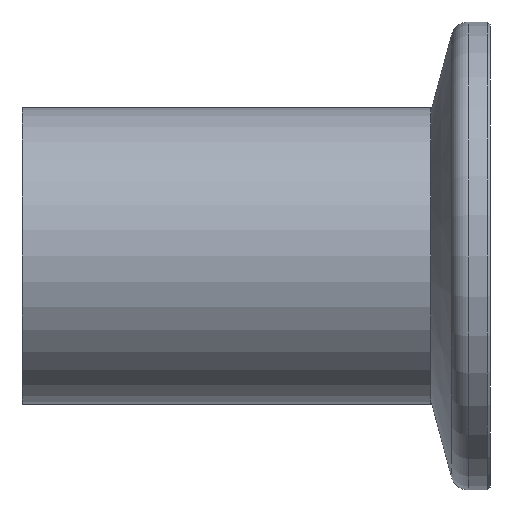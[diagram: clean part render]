
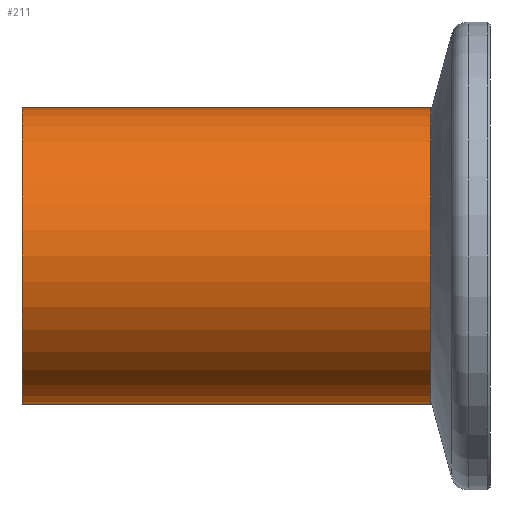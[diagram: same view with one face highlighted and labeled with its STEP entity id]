
A CAD part, left-side view. The second image highlights one B-rep face of the part: STEP entity #211.
In plain terms, the highlighted cylindrical face has radius 12.7 mm (diameter 25.4 mm), a partial arc.
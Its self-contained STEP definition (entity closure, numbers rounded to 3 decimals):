
#211 = ADVANCED_FACE ( 'NONE', ( #603 ), #598, .T. ) ;
#216 = EDGE_LOOP ( 'NONE', ( #227, #233, #228, #229 ) ) ;
#222 = EDGE_CURVE ( 'NONE', #268, #271, #595, .T. ) ;
#225 = EDGE_CURVE ( 'NONE', #260, #258, #420, .T. ) ;
#227 = ORIENTED_EDGE ( 'NONE', *, *, #269, .F. ) ;
#228 = ORIENTED_EDGE ( 'NONE', *, *, #270, .T. ) ;
#229 = ORIENTED_EDGE ( 'NONE', *, *, #222, .T. ) ;
#233 = ORIENTED_EDGE ( 'NONE', *, *, #225, .F. ) ;
#258 = VERTEX_POINT ( 'NONE', #338 ) ;
#260 = VERTEX_POINT ( 'NONE', #347 ) ;
#268 = VERTEX_POINT ( 'NONE', #361 ) ;
#269 = EDGE_CURVE ( 'NONE', #258, #271, #370, .T. ) ;
#270 = EDGE_CURVE ( 'NONE', #260, #268, #354, .T. ) ;
#271 = VERTEX_POINT ( 'NONE', #368 ) ;
#338 = CARTESIAN_POINT ( 'NONE',  ( 0., 40., 12.7 ) ) ;
#347 = CARTESIAN_POINT ( 'NONE',  ( 0., 40., -12.7 ) ) ;
#354 = LINE ( 'NONE', #357, #379 ) ;
#355 = VECTOR ( 'NONE', #360, 1000. ) ;
#357 = CARTESIAN_POINT ( 'NONE',  ( 0., 40., -12.7 ) ) ;
#358 = DIRECTION ( 'NONE',  ( 0., -1., 0. ) ) ;
#360 = DIRECTION ( 'NONE',  ( 0., -1., 0. ) ) ;
#361 = CARTESIAN_POINT ( 'NONE',  ( 0., 5.08, -12.7 ) ) ;
#367 = CARTESIAN_POINT ( 'NONE',  ( 0., 40., 12.7 ) ) ;
#368 = CARTESIAN_POINT ( 'NONE',  ( 0., 5.08, 12.7 ) ) ;
#370 = LINE ( 'NONE', #367, #355 ) ;
#379 = VECTOR ( 'NONE', #358, 1000. ) ;
#420 = CIRCLE ( 'NONE', #426, 12.7 ) ;
#422 = DIRECTION ( 'NONE',  ( 0., 0., 1. ) ) ;
#423 = DIRECTION ( 'NONE',  ( 0., 1., 0. ) ) ;
#425 = CARTESIAN_POINT ( 'NONE',  ( 0., 40., 0. ) ) ;
#426 = AXIS2_PLACEMENT_3D ( 'NONE', #425, #423, #422 ) ;
#583 = DIRECTION ( 'NONE',  ( 0., 0., 1. ) ) ;
#589 = CARTESIAN_POINT ( 'NONE',  ( 0., 40., 0. ) ) ;
#591 = DIRECTION ( 'NONE',  ( 0., 0., -1. ) ) ;
#593 = DIRECTION ( 'NONE',  ( 0., 1., 0. ) ) ;
#594 = AXIS2_PLACEMENT_3D ( 'NONE', #596, #593, #583 ) ;
#595 = CIRCLE ( 'NONE', #594, 12.7 ) ;
#596 = CARTESIAN_POINT ( 'NONE',  ( 0., 5.08, 0. ) ) ;
#597 = AXIS2_PLACEMENT_3D ( 'NONE', #589, #606, #591 ) ;
#598 = CYLINDRICAL_SURFACE ( 'NONE', #597, 12.7 ) ;
#603 = FACE_OUTER_BOUND ( 'NONE', #216, .T. ) ;
#606 = DIRECTION ( 'NONE',  ( 0., -1., 0. ) ) ;
